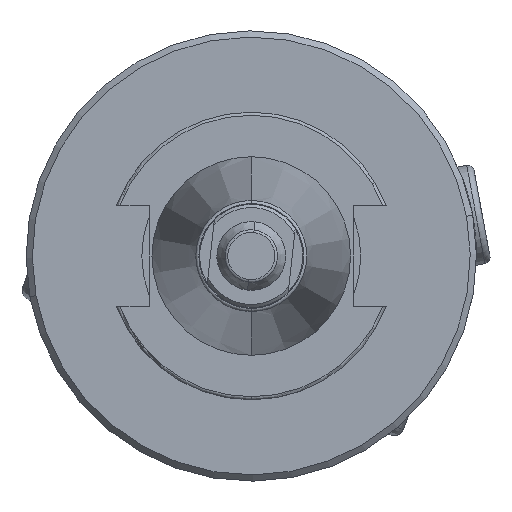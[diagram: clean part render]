
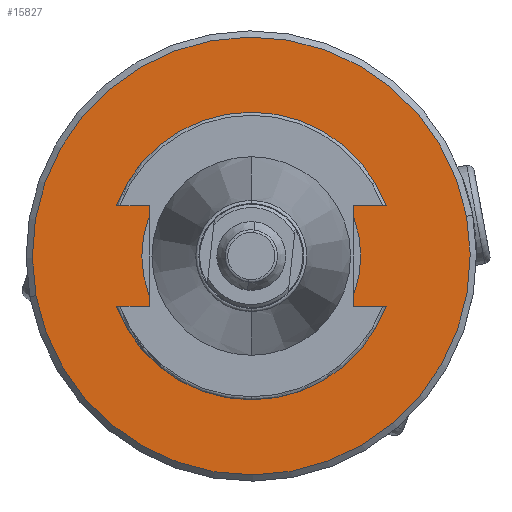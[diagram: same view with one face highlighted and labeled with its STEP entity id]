
A CAD part, left-side view. The second image highlights one B-rep face of the part: STEP entity #15827.
In plain terms, the highlighted planar face has unit normal (-1, 0, 0).
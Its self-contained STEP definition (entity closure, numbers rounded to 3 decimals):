
#421 = DIRECTION ( 'NONE',  ( 0., 1., 0. ) ) ;
#1811 = DIRECTION ( 'NONE',  ( 1., 0., 0. ) ) ;
#3116 = VERTEX_POINT ( 'NONE', #25908 ) ;
#3905 = DIRECTION ( 'NONE',  ( -1., 0., 0. ) ) ;
#5850 = CIRCLE ( 'NONE', #29652, 35. ) ;
#7300 = AXIS2_PLACEMENT_3D ( 'NONE', #32439, #1811, #19719 ) ;
#7848 = AXIS2_PLACEMENT_3D ( 'NONE', #21338, #3905, #26599 ) ;
#8377 = DIRECTION ( 'NONE',  ( 1., 0., 0. ) ) ;
#8535 = AXIS2_PLACEMENT_3D ( 'NONE', #22726, #33068, #9876 ) ;
#8807 = EDGE_CURVE ( 'NONE', #21856, #3116, #20951, .T. ) ;
#9414 = PLANE ( 'NONE',  #7300 ) ;
#9876 = DIRECTION ( 'NONE',  ( 0., 1., 0. ) ) ;
#11279 = CARTESIAN_POINT ( 'NONE',  ( 0., -35., 0. ) ) ;
#11386 = EDGE_CURVE ( 'NONE', #17752, #12980, #21334, .T. ) ;
#11784 = CARTESIAN_POINT ( 'NONE',  ( 0., 0., 0. ) ) ;
#12980 = VERTEX_POINT ( 'NONE', #12994 ) ;
#12994 = CARTESIAN_POINT ( 'NONE',  ( 0., 35., 0. ) ) ;
#14096 = EDGE_LOOP ( 'NONE', ( #25200, #32497 ) ) ;
#14164 = EDGE_CURVE ( 'NONE', #3116, #21856, #23427, .T. ) ;
#15383 = CARTESIAN_POINT ( 'NONE',  ( 0., 17.5, 0. ) ) ;
#15827 = ADVANCED_FACE ( 'NONE', ( #27518, #32603 ), #9414, .F. ) ;
#17752 = VERTEX_POINT ( 'NONE', #11279 ) ;
#18722 = EDGE_LOOP ( 'NONE', ( #28962, #23752 ) ) ;
#19547 = DIRECTION ( 'NONE',  ( -1., 0., 0. ) ) ;
#19719 = DIRECTION ( 'NONE',  ( 0., 1., 0. ) ) ;
#20951 = CIRCLE ( 'NONE', #8535, 17.5 ) ;
#21334 = CIRCLE ( 'NONE', #7848, 35. ) ;
#21338 = CARTESIAN_POINT ( 'NONE',  ( 0., 0., 0. ) ) ;
#21856 = VERTEX_POINT ( 'NONE', #15383 ) ;
#22258 = DIRECTION ( 'NONE',  ( 0., 1., 0. ) ) ;
#22726 = CARTESIAN_POINT ( 'NONE',  ( 0., 0., 0. ) ) ;
#23427 = CIRCLE ( 'NONE', #27210, 17.5 ) ;
#23752 = ORIENTED_EDGE ( 'NONE', *, *, #14164, .T. ) ;
#25200 = ORIENTED_EDGE ( 'NONE', *, *, #32440, .T. ) ;
#25908 = CARTESIAN_POINT ( 'NONE',  ( 0., -17.5, 0. ) ) ;
#26599 = DIRECTION ( 'NONE',  ( 0., 1., 0. ) ) ;
#27210 = AXIS2_PLACEMENT_3D ( 'NONE', #31565, #8377, #421 ) ;
#27518 = FACE_OUTER_BOUND ( 'NONE', #14096, .T. ) ;
#28962 = ORIENTED_EDGE ( 'NONE', *, *, #8807, .T. ) ;
#29652 = AXIS2_PLACEMENT_3D ( 'NONE', #11784, #19547, #22258 ) ;
#31565 = CARTESIAN_POINT ( 'NONE',  ( 0., 0., 0. ) ) ;
#32439 = CARTESIAN_POINT ( 'NONE',  ( 0., 0., 0. ) ) ;
#32440 = EDGE_CURVE ( 'NONE', #12980, #17752, #5850, .T. ) ;
#32497 = ORIENTED_EDGE ( 'NONE', *, *, #11386, .T. ) ;
#32603 = FACE_BOUND ( 'NONE', #18722, .T. ) ;
#33068 = DIRECTION ( 'NONE',  ( 1., 0., 0. ) ) ;
